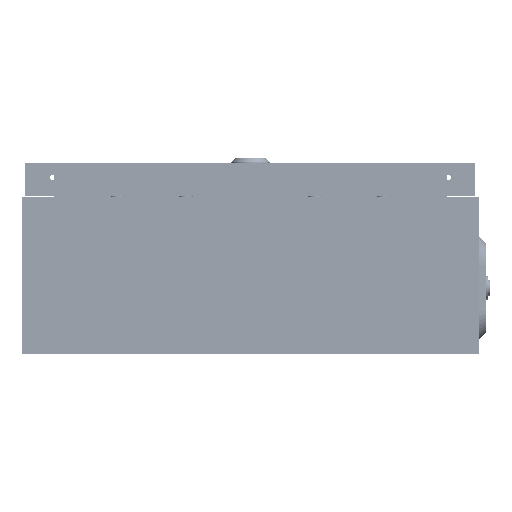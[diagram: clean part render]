
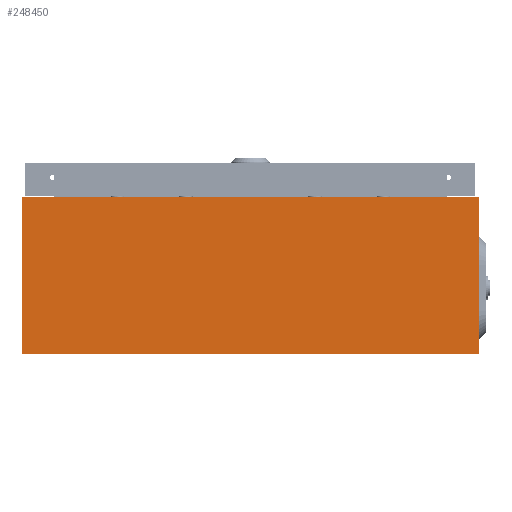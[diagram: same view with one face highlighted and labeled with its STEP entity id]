
A CAD part, left-side view. The second image highlights one B-rep face of the part: STEP entity #248450.
In plain terms, the highlighted planar face has unit normal (-1, 0, 0).
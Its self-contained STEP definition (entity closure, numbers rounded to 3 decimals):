
#12412 = DIRECTION ( 'NONE',  ( 0., 0., -1. ) ) ;
#24305 = DIRECTION ( 'NONE',  ( 0., 1., 0. ) ) ;
#35944 = LINE ( 'NONE', #204665, #327500 ) ;
#38385 = VECTOR ( 'NONE', #194807, 1000. ) ;
#55577 = EDGE_CURVE ( 'NONE', #82978, #160964, #125014, .T. ) ;
#58887 = ORIENTED_EDGE ( 'NONE', *, *, #104833, .F. ) ;
#75744 = EDGE_LOOP ( 'NONE', ( #295552, #58887, #136323, #110300 ) ) ;
#75957 = AXIS2_PLACEMENT_3D ( 'NONE', #308760, #220876, #110428 ) ;
#78754 = LINE ( 'NONE', #224793, #38385 ) ;
#80687 = LINE ( 'NONE', #279211, #103558 ) ;
#82978 = VERTEX_POINT ( 'NONE', #259276 ) ;
#85378 = VECTOR ( 'NONE', #12412, 1000. ) ;
#94156 = EDGE_CURVE ( 'NONE', #327939, #82978, #80687, .T. ) ;
#103558 = VECTOR ( 'NONE', #24305, 1000. ) ;
#104833 = EDGE_CURVE ( 'NONE', #327939, #266095, #35944, .T. ) ;
#110300 = ORIENTED_EDGE ( 'NONE', *, *, #55577, .T. ) ;
#110428 = DIRECTION ( 'NONE',  ( 0., 0., -1. ) ) ;
#121039 = CARTESIAN_POINT ( 'NONE',  ( -187.346, -169.709, 388.431 ) ) ;
#125014 = LINE ( 'NONE', #177567, #85378 ) ;
#129159 = CARTESIAN_POINT ( 'NONE',  ( -187.346, -169.709, 273.431 ) ) ;
#136323 = ORIENTED_EDGE ( 'NONE', *, *, #94156, .T. ) ;
#160964 = VERTEX_POINT ( 'NONE', #339393 ) ;
#177567 = CARTESIAN_POINT ( 'NONE',  ( -187.346, 165.291, 273.431 ) ) ;
#194807 = DIRECTION ( 'NONE',  ( 0., -1., 0. ) ) ;
#198930 = FACE_OUTER_BOUND ( 'NONE', #75744, .T. ) ;
#204665 = CARTESIAN_POINT ( 'NONE',  ( -187.346, -169.709, 273.431 ) ) ;
#220876 = DIRECTION ( 'NONE',  ( -1., 0., 0. ) ) ;
#224793 = CARTESIAN_POINT ( 'NONE',  ( -187.346, -2.209, 273.431 ) ) ;
#248450 = ADVANCED_FACE ( 'NONE', ( #198930 ), #313080, .T. ) ;
#259276 = CARTESIAN_POINT ( 'NONE',  ( -187.346, 165.291, 388.431 ) ) ;
#266095 = VERTEX_POINT ( 'NONE', #129159 ) ;
#279211 = CARTESIAN_POINT ( 'NONE',  ( -187.346, 1840.291, 388.431 ) ) ;
#292585 = DIRECTION ( 'NONE',  ( 0., 0., -1. ) ) ;
#295552 = ORIENTED_EDGE ( 'NONE', *, *, #360106, .T. ) ;
#308760 = CARTESIAN_POINT ( 'NONE',  ( -187.346, 1840.291, 386.631 ) ) ;
#313080 = PLANE ( 'NONE',  #75957 ) ;
#327500 = VECTOR ( 'NONE', #292585, 1000. ) ;
#327939 = VERTEX_POINT ( 'NONE', #121039 ) ;
#339393 = CARTESIAN_POINT ( 'NONE',  ( -187.346, 165.291, 273.431 ) ) ;
#360106 = EDGE_CURVE ( 'NONE', #160964, #266095, #78754, .T. ) ;
